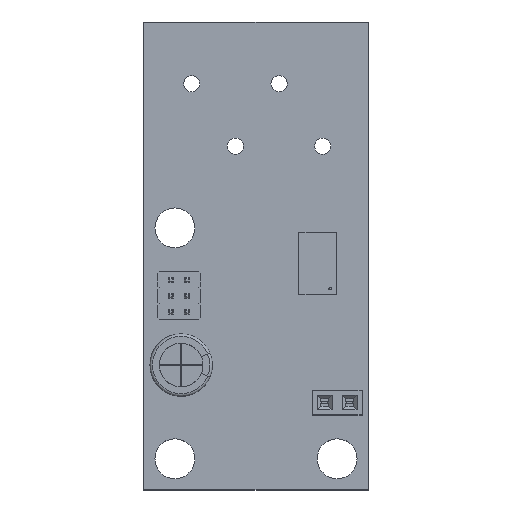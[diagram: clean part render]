
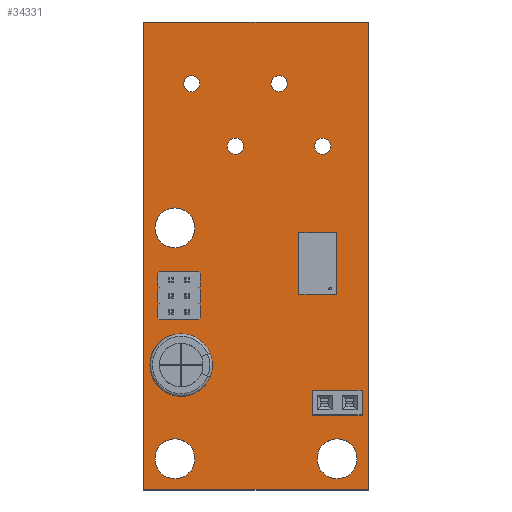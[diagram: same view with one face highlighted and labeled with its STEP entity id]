
A CAD part, top view. The second image highlights one B-rep face of the part: STEP entity #34331.
In plain terms, the highlighted planar face has unit normal (0, 0, 1).
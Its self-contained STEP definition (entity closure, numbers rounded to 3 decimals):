
#34032 = VERTEX_POINT('',#34033);
#34033 = CARTESIAN_POINT('',(18.,0.,1.6));
#34039 = EDGE_CURVE('',#34032,#34040,#34042,.T.);
#34040 = VERTEX_POINT('',#34041);
#34041 = CARTESIAN_POINT('',(0.,0.,1.6));
#34042 = LINE('',#34043,#34044);
#34043 = CARTESIAN_POINT('',(18.,0.,1.6));
#34044 = VECTOR('',#34045,1.);
#34045 = DIRECTION('',(-1.,0.,0.));
#34072 = VERTEX_POINT('',#34073);
#34073 = CARTESIAN_POINT('',(18.,37.5,1.6));
#34079 = EDGE_CURVE('',#34072,#34032,#34080,.T.);
#34080 = LINE('',#34081,#34082);
#34081 = CARTESIAN_POINT('',(18.,37.5,1.6));
#34082 = VECTOR('',#34083,1.);
#34083 = DIRECTION('',(0.,-1.,0.));
#34101 = EDGE_CURVE('',#34040,#34102,#34104,.T.);
#34102 = VERTEX_POINT('',#34103);
#34103 = CARTESIAN_POINT('',(0.,37.5,1.6));
#34104 = LINE('',#34105,#34106);
#34105 = CARTESIAN_POINT('',(0.,0.,1.6));
#34106 = VECTOR('',#34107,1.);
#34107 = DIRECTION('',(0.,1.,0.));
#34331 = ADVANCED_FACE('',(#34332,#34343,#34354,#34365,#34376,#34387,
    #34398,#34409,#34420,#34431,#34442,#34453,#34464,#34475,#34486,
    #34497,#34508,#34519),#34530,.F.);
#34332 = FACE_BOUND('',#34333,.F.);
#34333 = EDGE_LOOP('',(#34334,#34335,#34336,#34342));
#34334 = ORIENTED_EDGE('',*,*,#34039,.T.);
#34335 = ORIENTED_EDGE('',*,*,#34101,.T.);
#34336 = ORIENTED_EDGE('',*,*,#34337,.T.);
#34337 = EDGE_CURVE('',#34102,#34072,#34338,.T.);
#34338 = LINE('',#34339,#34340);
#34339 = CARTESIAN_POINT('',(0.,37.5,1.6));
#34340 = VECTOR('',#34341,1.);
#34341 = DIRECTION('',(1.,0.,0.));
#34342 = ORIENTED_EDGE('',*,*,#34079,.T.);
#34343 = FACE_BOUND('',#34344,.F.);
#34344 = EDGE_LOOP('',(#34345));
#34345 = ORIENTED_EDGE('',*,*,#34346,.F.);
#34346 = EDGE_CURVE('',#34347,#34347,#34349,.T.);
#34347 = VERTEX_POINT('',#34348);
#34348 = CARTESIAN_POINT('',(15.5,0.9,1.6));
#34349 = CIRCLE('',#34350,1.6);
#34350 = AXIS2_PLACEMENT_3D('',#34351,#34352,#34353);
#34351 = CARTESIAN_POINT('',(15.5,2.5,1.6));
#34352 = DIRECTION('',(-0.,0.,-1.));
#34353 = DIRECTION('',(-0.,-1.,0.));
#34354 = FACE_BOUND('',#34355,.F.);
#34355 = EDGE_LOOP('',(#34356));
#34356 = ORIENTED_EDGE('',*,*,#34357,.F.);
#34357 = EDGE_CURVE('',#34358,#34358,#34360,.T.);
#34358 = VERTEX_POINT('',#34359);
#34359 = CARTESIAN_POINT('',(16.5,6.6,1.6));
#34360 = CIRCLE('',#34361,0.4);
#34361 = AXIS2_PLACEMENT_3D('',#34362,#34363,#34364);
#34362 = CARTESIAN_POINT('',(16.5,7.,1.6));
#34363 = DIRECTION('',(-0.,0.,-1.));
#34364 = DIRECTION('',(-0.,-1.,0.));
#34365 = FACE_BOUND('',#34366,.F.);
#34366 = EDGE_LOOP('',(#34367));
#34367 = ORIENTED_EDGE('',*,*,#34368,.F.);
#34368 = EDGE_CURVE('',#34369,#34369,#34371,.T.);
#34369 = VERTEX_POINT('',#34370);
#34370 = CARTESIAN_POINT('',(14.5,6.6,1.6));
#34371 = CIRCLE('',#34372,0.4);
#34372 = AXIS2_PLACEMENT_3D('',#34373,#34374,#34375);
#34373 = CARTESIAN_POINT('',(14.5,7.,1.6));
#34374 = DIRECTION('',(-0.,0.,-1.));
#34375 = DIRECTION('',(-0.,-1.,0.));
#34376 = FACE_BOUND('',#34377,.F.);
#34377 = EDGE_LOOP('',(#34378));
#34378 = ORIENTED_EDGE('',*,*,#34379,.F.);
#34379 = EDGE_CURVE('',#34380,#34380,#34382,.T.);
#34380 = VERTEX_POINT('',#34381);
#34381 = CARTESIAN_POINT('',(2.5,0.9,1.6));
#34382 = CIRCLE('',#34383,1.6);
#34383 = AXIS2_PLACEMENT_3D('',#34384,#34385,#34386);
#34384 = CARTESIAN_POINT('',(2.5,2.5,1.6));
#34385 = DIRECTION('',(-0.,0.,-1.));
#34386 = DIRECTION('',(-0.,-1.,0.));
#34387 = FACE_BOUND('',#34388,.F.);
#34388 = EDGE_LOOP('',(#34389));
#34389 = ORIENTED_EDGE('',*,*,#34390,.F.);
#34390 = EDGE_CURVE('',#34391,#34391,#34393,.T.);
#34391 = VERTEX_POINT('',#34392);
#34392 = CARTESIAN_POINT('',(4.,9.6,1.6));
#34393 = CIRCLE('',#34394,0.4);
#34394 = AXIS2_PLACEMENT_3D('',#34395,#34396,#34397);
#34395 = CARTESIAN_POINT('',(4.,10.,1.6));
#34396 = DIRECTION('',(-0.,0.,-1.));
#34397 = DIRECTION('',(-0.,-1.,0.));
#34398 = FACE_BOUND('',#34399,.F.);
#34399 = EDGE_LOOP('',(#34400));
#34400 = ORIENTED_EDGE('',*,*,#34401,.F.);
#34401 = EDGE_CURVE('',#34402,#34402,#34404,.T.);
#34402 = VERTEX_POINT('',#34403);
#34403 = CARTESIAN_POINT('',(2.,9.6,1.6));
#34404 = CIRCLE('',#34405,0.4);
#34405 = AXIS2_PLACEMENT_3D('',#34406,#34407,#34408);
#34406 = CARTESIAN_POINT('',(2.,10.,1.6));
#34407 = DIRECTION('',(-0.,0.,-1.));
#34408 = DIRECTION('',(-0.,-1.,0.));
#34409 = FACE_BOUND('',#34410,.F.);
#34410 = EDGE_LOOP('',(#34411));
#34411 = ORIENTED_EDGE('',*,*,#34412,.F.);
#34412 = EDGE_CURVE('',#34413,#34413,#34415,.T.);
#34413 = VERTEX_POINT('',#34414);
#34414 = CARTESIAN_POINT('',(3.47,13.965,1.6));
#34415 = CIRCLE('',#34416,0.325);
#34416 = AXIS2_PLACEMENT_3D('',#34417,#34418,#34419);
#34417 = CARTESIAN_POINT('',(3.47,14.29,1.6));
#34418 = DIRECTION('',(-0.,0.,-1.));
#34419 = DIRECTION('',(0.,-1.,-0.));
#34420 = FACE_BOUND('',#34421,.F.);
#34421 = EDGE_LOOP('',(#34422));
#34422 = ORIENTED_EDGE('',*,*,#34423,.F.);
#34423 = EDGE_CURVE('',#34424,#34424,#34426,.T.);
#34424 = VERTEX_POINT('',#34425);
#34425 = CARTESIAN_POINT('',(3.47,15.235,1.6));
#34426 = CIRCLE('',#34427,0.325);
#34427 = AXIS2_PLACEMENT_3D('',#34428,#34429,#34430);
#34428 = CARTESIAN_POINT('',(3.47,15.56,1.6));
#34429 = DIRECTION('',(-0.,0.,-1.));
#34430 = DIRECTION('',(0.,-1.,-0.));
#34431 = FACE_BOUND('',#34432,.F.);
#34432 = EDGE_LOOP('',(#34433));
#34433 = ORIENTED_EDGE('',*,*,#34434,.F.);
#34434 = EDGE_CURVE('',#34435,#34435,#34437,.T.);
#34435 = VERTEX_POINT('',#34436);
#34436 = CARTESIAN_POINT('',(3.47,16.505,1.6));
#34437 = CIRCLE('',#34438,0.325);
#34438 = AXIS2_PLACEMENT_3D('',#34439,#34440,#34441);
#34439 = CARTESIAN_POINT('',(3.47,16.83,1.6));
#34440 = DIRECTION('',(-0.,0.,-1.));
#34441 = DIRECTION('',(0.,-1.,-0.));
#34442 = FACE_BOUND('',#34443,.F.);
#34443 = EDGE_LOOP('',(#34444));
#34444 = ORIENTED_EDGE('',*,*,#34445,.F.);
#34445 = EDGE_CURVE('',#34446,#34446,#34448,.T.);
#34446 = VERTEX_POINT('',#34447);
#34447 = CARTESIAN_POINT('',(2.2,13.965,1.6));
#34448 = CIRCLE('',#34449,0.325);
#34449 = AXIS2_PLACEMENT_3D('',#34450,#34451,#34452);
#34450 = CARTESIAN_POINT('',(2.2,14.29,1.6));
#34451 = DIRECTION('',(-0.,0.,-1.));
#34452 = DIRECTION('',(-0.,-1.,0.));
#34453 = FACE_BOUND('',#34454,.F.);
#34454 = EDGE_LOOP('',(#34455));
#34455 = ORIENTED_EDGE('',*,*,#34456,.F.);
#34456 = EDGE_CURVE('',#34457,#34457,#34459,.T.);
#34457 = VERTEX_POINT('',#34458);
#34458 = CARTESIAN_POINT('',(2.2,15.235,1.6));
#34459 = CIRCLE('',#34460,0.325);
#34460 = AXIS2_PLACEMENT_3D('',#34461,#34462,#34463);
#34461 = CARTESIAN_POINT('',(2.2,15.56,1.6));
#34462 = DIRECTION('',(-0.,0.,-1.));
#34463 = DIRECTION('',(-0.,-1.,0.));
#34464 = FACE_BOUND('',#34465,.F.);
#34465 = EDGE_LOOP('',(#34466));
#34466 = ORIENTED_EDGE('',*,*,#34467,.F.);
#34467 = EDGE_CURVE('',#34468,#34468,#34470,.T.);
#34468 = VERTEX_POINT('',#34469);
#34469 = CARTESIAN_POINT('',(2.2,16.505,1.6));
#34470 = CIRCLE('',#34471,0.325);
#34471 = AXIS2_PLACEMENT_3D('',#34472,#34473,#34474);
#34472 = CARTESIAN_POINT('',(2.2,16.83,1.6));
#34473 = DIRECTION('',(-0.,0.,-1.));
#34474 = DIRECTION('',(-0.,-1.,0.));
#34475 = FACE_BOUND('',#34476,.F.);
#34476 = EDGE_LOOP('',(#34477));
#34477 = ORIENTED_EDGE('',*,*,#34478,.F.);
#34478 = EDGE_CURVE('',#34479,#34479,#34481,.T.);
#34479 = VERTEX_POINT('',#34480);
#34480 = CARTESIAN_POINT('',(14.35,26.9,1.6));
#34481 = CIRCLE('',#34482,0.65);
#34482 = AXIS2_PLACEMENT_3D('',#34483,#34484,#34485);
#34483 = CARTESIAN_POINT('',(14.35,27.55,1.6));
#34484 = DIRECTION('',(-0.,0.,-1.));
#34485 = DIRECTION('',(-0.,-1.,0.));
#34486 = FACE_BOUND('',#34487,.F.);
#34487 = EDGE_LOOP('',(#34488));
#34488 = ORIENTED_EDGE('',*,*,#34489,.F.);
#34489 = EDGE_CURVE('',#34490,#34490,#34492,.T.);
#34490 = VERTEX_POINT('',#34491);
#34491 = CARTESIAN_POINT('',(10.85,31.9,1.6));
#34492 = CIRCLE('',#34493,0.65);
#34493 = AXIS2_PLACEMENT_3D('',#34494,#34495,#34496);
#34494 = CARTESIAN_POINT('',(10.85,32.55,1.6));
#34495 = DIRECTION('',(-0.,0.,-1.));
#34496 = DIRECTION('',(-0.,-1.,0.));
#34497 = FACE_BOUND('',#34498,.F.);
#34498 = EDGE_LOOP('',(#34499));
#34499 = ORIENTED_EDGE('',*,*,#34500,.F.);
#34500 = EDGE_CURVE('',#34501,#34501,#34503,.T.);
#34501 = VERTEX_POINT('',#34502);
#34502 = CARTESIAN_POINT('',(2.5,19.4,1.6));
#34503 = CIRCLE('',#34504,1.6);
#34504 = AXIS2_PLACEMENT_3D('',#34505,#34506,#34507);
#34505 = CARTESIAN_POINT('',(2.5,21.,1.6));
#34506 = DIRECTION('',(-0.,0.,-1.));
#34507 = DIRECTION('',(-0.,-1.,0.));
#34508 = FACE_BOUND('',#34509,.F.);
#34509 = EDGE_LOOP('',(#34510));
#34510 = ORIENTED_EDGE('',*,*,#34511,.F.);
#34511 = EDGE_CURVE('',#34512,#34512,#34514,.T.);
#34512 = VERTEX_POINT('',#34513);
#34513 = CARTESIAN_POINT('',(7.35,26.9,1.6));
#34514 = CIRCLE('',#34515,0.65);
#34515 = AXIS2_PLACEMENT_3D('',#34516,#34517,#34518);
#34516 = CARTESIAN_POINT('',(7.35,27.55,1.6));
#34517 = DIRECTION('',(-0.,0.,-1.));
#34518 = DIRECTION('',(-0.,-1.,0.));
#34519 = FACE_BOUND('',#34520,.F.);
#34520 = EDGE_LOOP('',(#34521));
#34521 = ORIENTED_EDGE('',*,*,#34522,.F.);
#34522 = EDGE_CURVE('',#34523,#34523,#34525,.T.);
#34523 = VERTEX_POINT('',#34524);
#34524 = CARTESIAN_POINT('',(3.85,31.9,1.6));
#34525 = CIRCLE('',#34526,0.65);
#34526 = AXIS2_PLACEMENT_3D('',#34527,#34528,#34529);
#34527 = CARTESIAN_POINT('',(3.85,32.55,1.6));
#34528 = DIRECTION('',(-0.,0.,-1.));
#34529 = DIRECTION('',(-0.,-1.,0.));
#34530 = PLANE('',#34531);
#34531 = AXIS2_PLACEMENT_3D('',#34532,#34533,#34534);
#34532 = CARTESIAN_POINT('',(9.,18.75,1.6));
#34533 = DIRECTION('',(-0.,-0.,-1.));
#34534 = DIRECTION('',(-1.,0.,0.));
